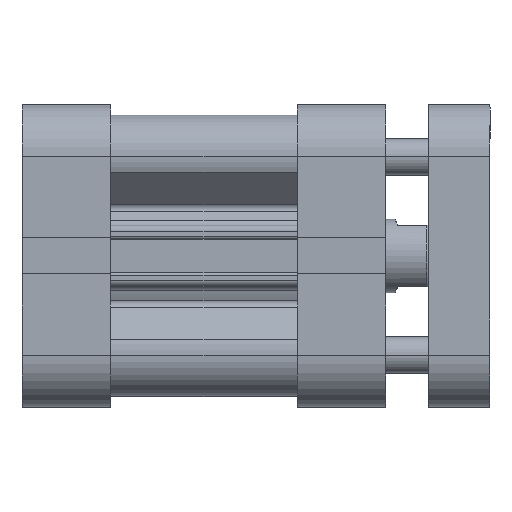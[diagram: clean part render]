
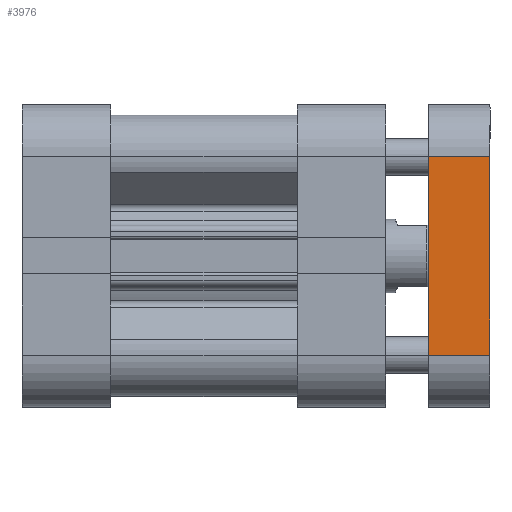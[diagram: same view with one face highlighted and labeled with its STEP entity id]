
A CAD part, top view. The second image highlights one B-rep face of the part: STEP entity #3976.
In plain terms, the highlighted face is planar.
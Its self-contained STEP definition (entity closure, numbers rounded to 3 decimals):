
#455 = CARTESIAN_POINT ( 'NONE',  ( -20., -16.25, -24.75 ) ) ;
#485 = CARTESIAN_POINT ( 'NONE',  ( -10., -16.25, -24.75 ) ) ;
#486 = CARTESIAN_POINT ( 'NONE',  ( -10., 16.25, -24.75 ) ) ;
#488 = CARTESIAN_POINT ( 'NONE',  ( -20., 16.25, -24.75 ) ) ;
#570 = VERTEX_POINT ( 'NONE', #488 ) ;
#572 = VERTEX_POINT ( 'NONE', #486 ) ;
#573 = VERTEX_POINT ( 'NONE', #485 ) ;
#602 = VERTEX_POINT ( 'NONE', #455 ) ;
#1434 = ORIENTED_EDGE ( 'NONE', *, *, #4637, .T. ) ;
#1435 = ORIENTED_EDGE ( 'NONE', *, *, #4301, .T. ) ;
#1436 = ORIENTED_EDGE ( 'NONE', *, *, #4279, .T. ) ;
#1437 = ORIENTED_EDGE ( 'NONE', *, *, #4290, .T. ) ;
#3181 = LINE ( 'NONE', #11010, #3186 ) ;
#3186 = VECTOR ( 'NONE', #11014, 1000. ) ;
#3976 = ADVANCED_FACE ( 'NONE', ( #7156 ), #9061, .F. ) ;
#4279 = EDGE_CURVE ( 'NONE', #602, #570, #7741, .T. ) ;
#4290 = EDGE_CURVE ( 'NONE', #570, #572, #7759, .T. ) ;
#4301 = EDGE_CURVE ( 'NONE', #573, #602, #7775, .T. ) ;
#4637 = EDGE_CURVE ( 'NONE', #572, #573, #3181, .T. ) ;
#5167 = EDGE_LOOP ( 'NONE', ( #1434, #1435, #1436, #1437 ) ) ;
#7156 = FACE_OUTER_BOUND ( 'NONE', #5167, .T. ) ;
#7737 = VECTOR ( 'NONE', #10194, 1000. ) ;
#7741 = LINE ( 'NONE', #10186, #7737 ) ;
#7759 = LINE ( 'NONE', #10221, #7760 ) ;
#7760 = VECTOR ( 'NONE', #10222, 1000. ) ;
#7775 = LINE ( 'NONE', #10252, #7776 ) ;
#7776 = VECTOR ( 'NONE', #10253, 1000. ) ;
#7966 = AXIS2_PLACEMENT_3D ( 'NONE', #9064, #9070, #9071 ) ;
#9061 = PLANE ( 'NONE',  #7966 ) ;
#9064 = CARTESIAN_POINT ( 'NONE',  ( 25.002, 0., -24.75 ) ) ;
#9070 = DIRECTION ( 'NONE',  ( 0., 0., 1. ) ) ;
#9071 = DIRECTION ( 'NONE',  ( 1., 0., 0. ) ) ;
#10186 = CARTESIAN_POINT ( 'NONE',  ( -20., 0., -24.75 ) ) ;
#10194 = DIRECTION ( 'NONE',  ( 0., 1., 0. ) ) ;
#10221 = CARTESIAN_POINT ( 'NONE',  ( 25.002, 16.25, -24.75 ) ) ;
#10222 = DIRECTION ( 'NONE',  ( 1., 0., 0. ) ) ;
#10252 = CARTESIAN_POINT ( 'NONE',  ( -20., -16.25, -24.75 ) ) ;
#10253 = DIRECTION ( 'NONE',  ( -1., 0., 0. ) ) ;
#11010 = CARTESIAN_POINT ( 'NONE',  ( -10., 0., -24.75 ) ) ;
#11014 = DIRECTION ( 'NONE',  ( 0., -1., 0. ) ) ;
